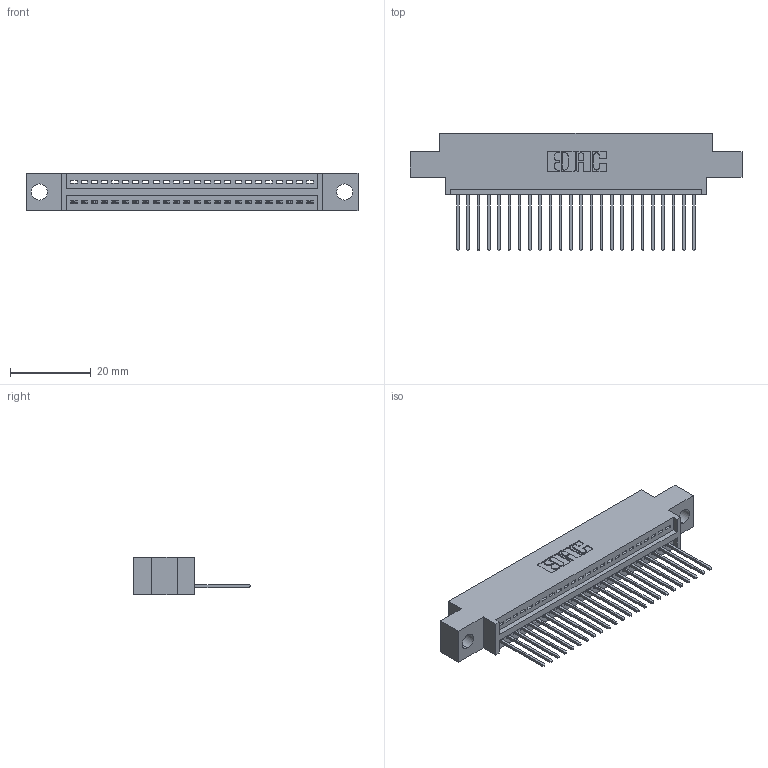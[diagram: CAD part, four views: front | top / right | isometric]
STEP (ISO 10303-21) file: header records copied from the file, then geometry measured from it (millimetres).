
FILE_DESCRIPTION (( 'STEP AP203' ), '1' );
FILE_NAME ('395-024-540-604.STEP', '2018-11-09T00:58:20', ( '' ), ( '' ), 'SwSTEP 2.0', 'SolidWorks 2016', '' );
FILE_SCHEMA (( 'CONFIG_CONTROL_DESIGN' ));
Length unit declared in the file: inch
Products named in the file (3): 395-024-540-604; 345 Part_0.170 Offset - 0.156 Dia-TH; 345-292-001_345-293-140
Assembly tree (25 placements, depth 2):
  395-024-540-604
    345 Part_0.170 Offset - 0.156 Dia-TH
    345-292-001_345-293-140  x24
Bounding box: 82.17 x 29.13 x 9.4 mm (x, y, z)
Volume: 7488.3 mm3; surface area: 9875.8 mm2
Topology: 25 solids, 25 shells, 1522 faces, 4577 edges, 3018 vertices
Faces by surface type: plane 1044, cylinder 478
Entity records: 20639 total; most frequent: CARTESIAN_POINT 3584, ORIENTED_EDGE 3542, DIRECTION 3155, EDGE_CURVE 1771, VECTOR 1543, LINE 1543, VERTEX_POINT 1178, AXIS2_PLACEMENT_3D 806
